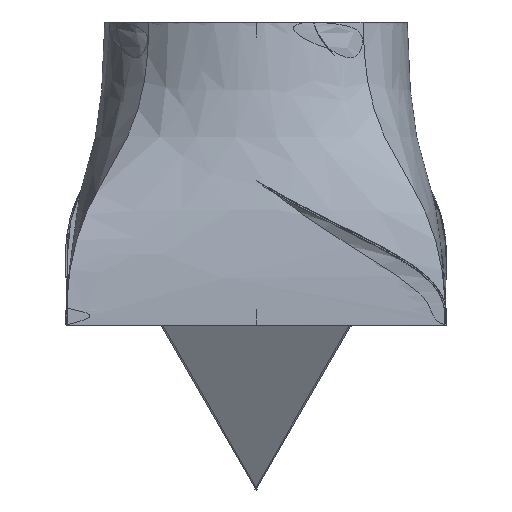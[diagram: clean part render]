
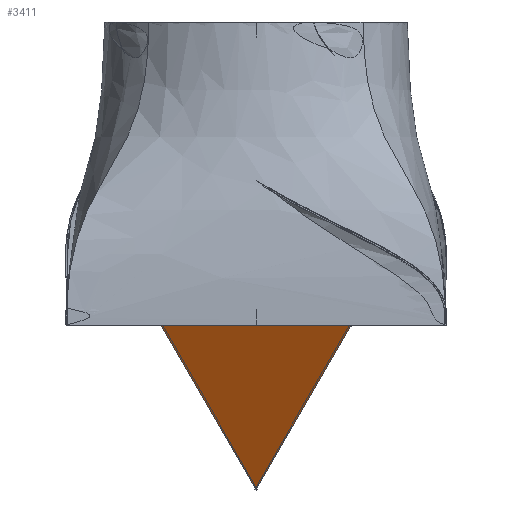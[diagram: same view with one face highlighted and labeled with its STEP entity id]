
A CAD part, top view. The second image highlights one B-rep face of the part: STEP entity #3411.
In plain terms, the highlighted planar face has unit normal (0, -0.5, 0.866).
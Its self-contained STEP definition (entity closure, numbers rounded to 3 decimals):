
#431=FACE_OUTER_BOUND('',#647,.T.);
#647=EDGE_LOOP('',(#3048,#3049,#3050));
#1157=LINE('',#17464,#1245);
#1158=LINE('',#17466,#1246);
#1159=LINE('',#17467,#1247);
#1245=VECTOR('',#3707,10.);
#1246=VECTOR('',#3708,10.);
#1247=VECTOR('',#3709,10.);
#1548=VERTEX_POINT('',#17462);
#1549=VERTEX_POINT('',#17463);
#1550=VERTEX_POINT('',#17465);
#2053=EDGE_CURVE('',#1548,#1549,#1157,.T.);
#2054=EDGE_CURVE('',#1550,#1549,#1158,.T.);
#2055=EDGE_CURVE('',#1550,#1548,#1159,.T.);
#3048=ORIENTED_EDGE('',*,*,#2053,.T.);
#3049=ORIENTED_EDGE('',*,*,#2054,.F.);
#3050=ORIENTED_EDGE('',*,*,#2055,.T.);
#3203=PLANE('',#3506);
#3411=ADVANCED_FACE('',(#431),#3203,.T.);
#3506=AXIS2_PLACEMENT_3D('',#17461,#3705,#3706);
#3705=DIRECTION('center_axis',(0.,-0.5,0.866));
#3706=DIRECTION('ref_axis',(-1.,0.,0.));
#3707=DIRECTION('',(0.447,-0.775,-0.447));
#3708=DIRECTION('',(-0.447,-0.775,-0.447));
#3709=DIRECTION('',(-1.,0.,0.));
#17461=CARTESIAN_POINT('Origin',(-197.5,0.,197.5));
#17462=CARTESIAN_POINT('',(-197.5,0.,197.5));
#17463=CARTESIAN_POINT('',(0.,-342.08,0.));
#17464=CARTESIAN_POINT('',(-158.,-68.416,158.));
#17465=CARTESIAN_POINT('',(197.5,0.,197.5));
#17466=CARTESIAN_POINT('',(158.,-68.416,158.));
#17467=CARTESIAN_POINT('',(-98.75,0.,197.5));
